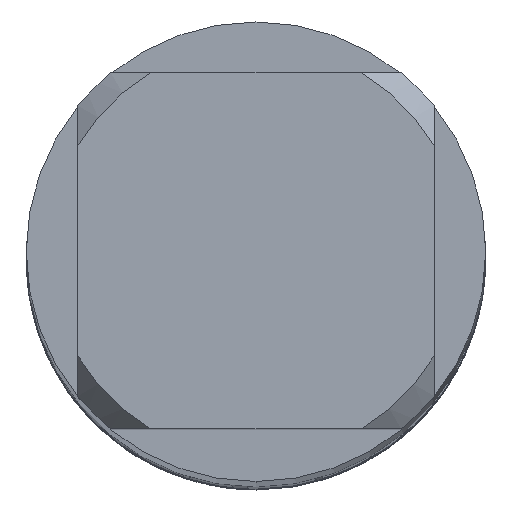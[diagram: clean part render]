
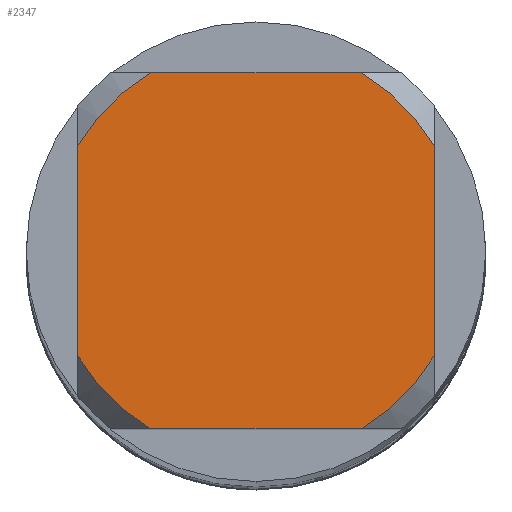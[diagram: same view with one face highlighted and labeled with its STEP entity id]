
A CAD part, top view. The second image highlights one B-rep face of the part: STEP entity #2347.
In plain terms, the highlighted planar face has unit normal (0, 0, 1).
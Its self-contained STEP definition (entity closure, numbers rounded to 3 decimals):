
#1823=VERTEX_POINT('',#5248);
#1885=EDGE_CURVE('',#3209,#2635,#5317,.T.);
#2143=EDGE_CURVE('',#4075,#4273,#5605,.T.);
#2347=ADVANCED_FACE('',(#5828),#5829,.T.);
#2361=EDGE_CURVE('',#3071,#4273,#5844,.T.);
#2635=VERTEX_POINT('',#6137);
#2697=VERTEX_POINT('',#6204);
#2905=EDGE_CURVE('',#4075,#2697,#6431,.T.);
#3071=VERTEX_POINT('',#6610);
#3209=VERTEX_POINT('',#6759);
#3431=EDGE_CURVE('',#1823,#3523,#6999,.T.);
#3523=VERTEX_POINT('',#7096);
#4075=VERTEX_POINT('',#7701);
#4215=EDGE_CURVE('',#1823,#2635,#7857,.T.);
#4273=VERTEX_POINT('',#7921);
#4275=EDGE_CURVE('',#3071,#3523,#7923,.T.);
#4469=EDGE_CURVE('',#3209,#2697,#8134,.T.);
#5248=CARTESIAN_POINT('',(1.83,3.1,0.0));
#5317=LINE('',#9928,#9929);
#5605=CIRCLE('',#10667,3.6);
#5828=FACE_OUTER_BOUND('',#11825,.T.);
#5829=PLANE('',#11826);
#5844=LINE('',#11862,#11863);
#6137=CARTESIAN_POINT('',(3.1,1.83,0.0));
#6204=CARTESIAN_POINT('',(1.83,-3.1,0.0));
#6431=LINE('',#13579,#13580);
#6610=CARTESIAN_POINT('',(-3.1,1.83,0.0));
#6759=CARTESIAN_POINT('',(3.1,-1.83,0.0));
#6999=LINE('',#14968,#14969);
#7096=CARTESIAN_POINT('',(-1.83,3.1,0.0));
#7701=CARTESIAN_POINT('',(-1.83,-3.1,0.0));
#7857=CIRCLE('',#17118,3.6);
#7921=CARTESIAN_POINT('',(-3.1,-1.83,0.0));
#7923=CIRCLE('',#17245,3.6);
#8134=CIRCLE('',#17695,3.6);
#9928=CARTESIAN_POINT('',(3.1,0.9,0.0));
#9929=VECTOR('',#20047,1.0);
#10667=AXIS2_PLACEMENT_3D('',#20373,#20374,#20375);
#11825=EDGE_LOOP('',(#20714,#20715,#20716,#20717,#20718,#20719,#20720,#20721));
#11826=AXIS2_PLACEMENT_3D('',#20722,#20723,#20724);
#11862=CARTESIAN_POINT('',(-3.1,0.9,0.0));
#11863=VECTOR('',#20732,1.0);
#13579=CARTESIAN_POINT('',(0.0,-3.1,0.0));
#13580=VECTOR('',#21414,1.0);
#14968=CARTESIAN_POINT('',(0.0,3.1,0.0));
#14969=VECTOR('',#21930,1.0);
#17118=AXIS2_PLACEMENT_3D('',#22834,#22835,#22836);
#17245=AXIS2_PLACEMENT_3D('',#22908,#22909,#22910);
#17695=AXIS2_PLACEMENT_3D('',#23136,#23137,#23138);
#20047=DIRECTION('',(-0.0,1.0,0.0));
#20373=CARTESIAN_POINT('',(0.0,0.0,0.0));
#20374=DIRECTION('',(0.0,0.0,-1.0));
#20375=DIRECTION('',(0.0,1.0,0.0));
#20714=ORIENTED_EDGE('',*,*,#2361,.T.);
#20715=ORIENTED_EDGE('',*,*,#2143,.F.);
#20716=ORIENTED_EDGE('',*,*,#2905,.T.);
#20717=ORIENTED_EDGE('',*,*,#4469,.F.);
#20718=ORIENTED_EDGE('',*,*,#1885,.T.);
#20719=ORIENTED_EDGE('',*,*,#4215,.F.);
#20720=ORIENTED_EDGE('',*,*,#3431,.T.);
#20721=ORIENTED_EDGE('',*,*,#4275,.F.);
#20722=CARTESIAN_POINT('',(0.0,1.8,0.0));
#20723=DIRECTION('',(-0.0,0.0,1.0));
#20724=DIRECTION('',(0.0,-1.0,0.0));
#20732=DIRECTION('',(-0.0,-1.0,0.0));
#21414=DIRECTION('',(1.0,0.0,0.0));
#21930=DIRECTION('',(-1.0,0.0,0.0));
#22834=CARTESIAN_POINT('',(0.0,0.0,0.0));
#22835=DIRECTION('',(0.0,0.0,-1.0));
#22836=DIRECTION('',(0.0,1.0,0.0));
#22908=CARTESIAN_POINT('',(0.0,0.0,0.0));
#22909=DIRECTION('',(0.0,0.0,-1.0));
#22910=DIRECTION('',(0.0,1.0,0.0));
#23136=CARTESIAN_POINT('',(0.0,0.0,0.0));
#23137=DIRECTION('',(0.0,0.0,-1.0));
#23138=DIRECTION('',(0.0,1.0,0.0));
